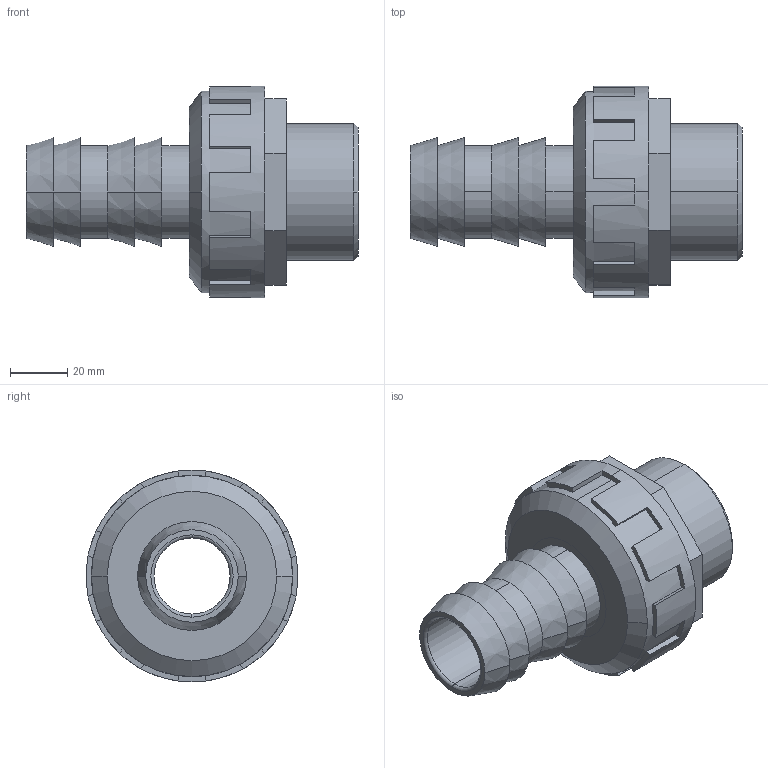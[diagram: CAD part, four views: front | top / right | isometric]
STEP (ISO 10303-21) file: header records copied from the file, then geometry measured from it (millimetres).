
FILE_DESCRIPTION(('STEP AP214'),'1');
FILE_NAME('05_55_651.stp','2018-01-31T09:38:11',('TraceParts'),('TraceParts S.A.'),'Spatial InterOp 3D',' ',' ');
FILE_SCHEMA(('automotive_design'));
Length unit declared in the file: millimetre
Products named in the file (3): 05_55_651_1; 05_55_651_2; 05_55_651_3
Bounding box: 116 x 74 x 74 mm (x, y, z)
Volume: 151240.3 mm3; surface area: 49129.7 mm2
Topology: 3 solids, 3 shells, 108 faces, 272 edges, 180 vertices
Faces by surface type: plane 64, cylinder 26, cone 14, torus 4
Entity records: 3349 total; most frequent: DIRECTION 622, CARTESIAN_POINT 563, ORIENTED_EDGE 544, EDGE_CURVE 272, AXIS2_PLACEMENT_3D 239, VERTEX_POINT 180, LINE 144, VECTOR 144
